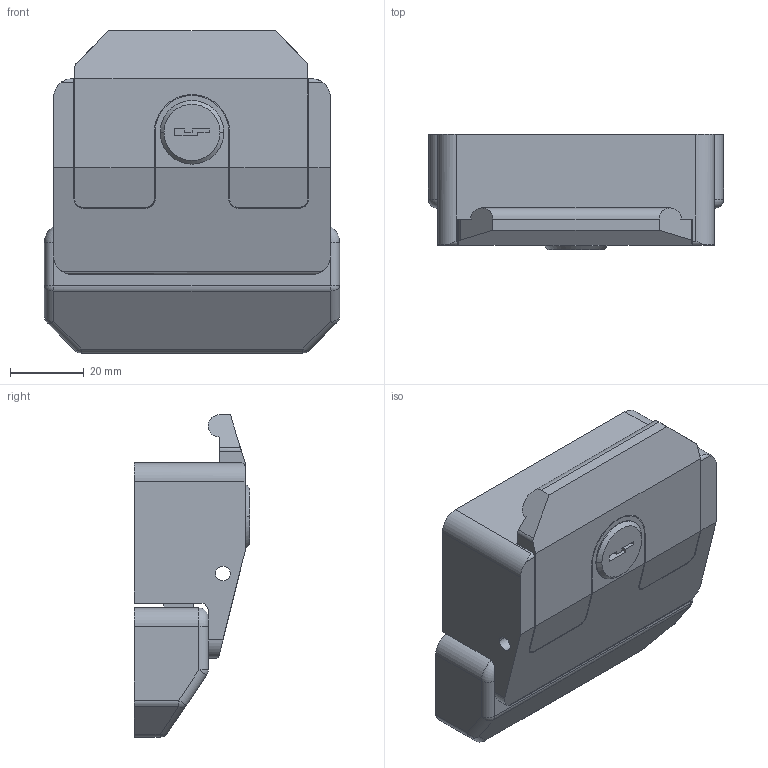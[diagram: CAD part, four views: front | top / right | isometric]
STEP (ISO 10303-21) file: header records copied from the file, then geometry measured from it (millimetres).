
FILE_DESCRIPTION(('STEP AP214'),'1');
FILE_NAME('cctmp_BDF6DF20-0FFB-4AAF-A37A-AC981C3ED5A2_2024_11_28_16_25_50_0657_1380..stp','2024-11-28T15:25:50',('Bosch Rexroth AG'),('CADClick - www.CADClick.com'),'Spatial InterOp 3D',' ','unknown authorization - (Healing Option Enabled)');
FILE_SCHEMA(('AUTOMOTIVE_DESIGN'));
Length unit declared in the file: millimetre
Products named in the file (1): 2024_11_28_16_25_50_0641
Bounding box: 80 x 31.27 x 87.32 mm (x, y, z)
Volume: 127122.7 mm3; surface area: 30268.9 mm2
Topology: 1 solids, 2 shells, 169 faces, 479 edges, 308 vertices
Faces by surface type: plane 104, cylinder 54, sphere 7, cone 2, torus 2
Entity records: 6848 total; most frequent: CARTESIAN_POINT 975, ORIENTED_EDGE 954, DIRECTION 940, EDGE_CURVE 477, LINE 346, VECTOR 346, VERTEX_POINT 308, AXIS2_PLACEMENT_3D 297
